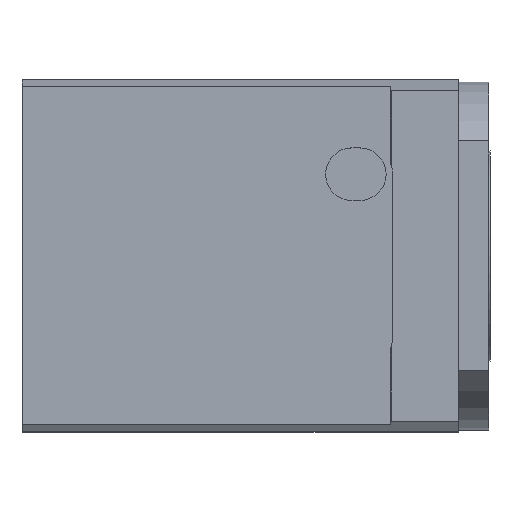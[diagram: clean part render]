
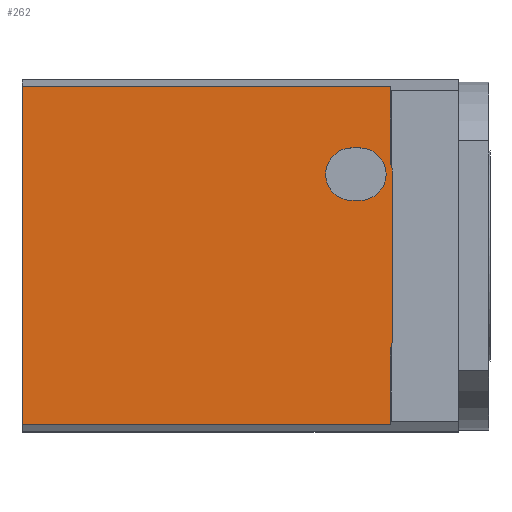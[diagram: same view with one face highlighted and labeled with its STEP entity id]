
A CAD part, top view. The second image highlights one B-rep face of the part: STEP entity #262.
In plain terms, the highlighted planar face has unit normal (0, 0, 1).
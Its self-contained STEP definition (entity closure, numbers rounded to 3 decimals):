
#43=PLANE('',#835);
#112=LINE('',#1211,#182);
#115=LINE('',#1219,#185);
#117=LINE('',#1224,#187);
#125=LINE('',#1246,#195);
#129=LINE('',#1260,#199);
#130=LINE('',#1262,#200);
#131=LINE('',#1265,#201);
#132=LINE('',#1266,#202);
#182=VECTOR('',#938,1.);
#185=VECTOR('',#947,1.);
#187=VECTOR('',#951,1.);
#195=VECTOR('',#971,1.);
#199=VECTOR('',#985,1.);
#200=VECTOR('',#988,1.);
#201=VECTOR('',#989,1.);
#202=VECTOR('',#990,1.);
#262=ADVANCED_FACE('',(#327,#328),#43,.F.);
#309=CIRCLE('',#817,10.);
#310=CIRCLE('',#820,10.);
#312=CIRCLE('',#827,10.5);
#314=CIRCLE('',#832,10.5);
#327=FACE_BOUND('',#363,.T.);
#328=FACE_BOUND('',#364,.T.);
#363=EDGE_LOOP('',(#473,#474,#475,#476));
#364=EDGE_LOOP('',(#477,#478,#479,#480,#481,#482,#483,#484));
#473=ORIENTED_EDGE('',*,*,#698,.F.);
#474=ORIENTED_EDGE('',*,*,#696,.F.);
#475=ORIENTED_EDGE('',*,*,#694,.F.);
#476=ORIENTED_EDGE('',*,*,#691,.F.);
#477=ORIENTED_EDGE('',*,*,#719,.F.);
#478=ORIENTED_EDGE('',*,*,#720,.T.);
#479=ORIENTED_EDGE('',*,*,#700,.T.);
#480=ORIENTED_EDGE('',*,*,#708,.T.);
#481=ORIENTED_EDGE('',*,*,#711,.T.);
#482=ORIENTED_EDGE('',*,*,#715,.T.);
#483=ORIENTED_EDGE('',*,*,#718,.T.);
#484=ORIENTED_EDGE('',*,*,#721,.F.);
#615=VERTEX_POINT('',#1206);
#616=VERTEX_POINT('',#1207);
#617=VERTEX_POINT('',#1212);
#618=VERTEX_POINT('',#1216);
#620=VERTEX_POINT('',#1223);
#621=VERTEX_POINT('',#1225);
#626=VERTEX_POINT('',#1239);
#628=VERTEX_POINT('',#1245);
#631=VERTEX_POINT('',#1253);
#633=VERTEX_POINT('',#1259);
#634=VERTEX_POINT('',#1263);
#635=VERTEX_POINT('',#1264);
#691=EDGE_CURVE('',#615,#616,#309,.T.);
#694=EDGE_CURVE('',#616,#617,#112,.T.);
#696=EDGE_CURVE('',#617,#618,#310,.T.);
#698=EDGE_CURVE('',#618,#615,#115,.T.);
#700=EDGE_CURVE('',#621,#620,#117,.T.);
#708=EDGE_CURVE('',#620,#626,#312,.T.);
#711=EDGE_CURVE('',#626,#628,#125,.T.);
#715=EDGE_CURVE('',#628,#631,#314,.T.);
#718=EDGE_CURVE('',#631,#633,#129,.T.);
#719=EDGE_CURVE('',#634,#635,#130,.T.);
#720=EDGE_CURVE('',#634,#621,#131,.T.);
#721=EDGE_CURVE('',#635,#633,#132,.T.);
#817=AXIS2_PLACEMENT_3D('',#1205,#932,#933);
#820=AXIS2_PLACEMENT_3D('',#1215,#942,#943);
#827=AXIS2_PLACEMENT_3D('',#1240,#965,#966);
#832=AXIS2_PLACEMENT_3D('',#1254,#979,#980);
#835=AXIS2_PLACEMENT_3D('',#1267,#991,#992);
#932=DIRECTION('',(0.,0.,1.));
#933=DIRECTION('',(1.,0.,0.));
#938=DIRECTION('',(1.,0.,0.));
#942=DIRECTION('',(0.,0.,1.));
#943=DIRECTION('',(-1.,0.,0.));
#947=DIRECTION('',(-1.,0.,0.));
#951=DIRECTION('',(0.,1.,0.));
#965=DIRECTION('',(0.,0.,1.));
#966=DIRECTION('',(-1.,0.,0.));
#971=DIRECTION('',(0.,1.,0.));
#979=DIRECTION('',(0.,0.,1.));
#980=DIRECTION('',(1.,0.,0.));
#985=DIRECTION('',(0.,1.,0.));
#988=DIRECTION('',(0.,1.,0.));
#989=DIRECTION('',(1.,0.,0.));
#990=DIRECTION('',(1.,0.,0.));
#991=DIRECTION('',(0.,0.,-1.));
#992=DIRECTION('',(1.,0.,0.));
#1205=CARTESIAN_POINT('',(-14.5,31.,0.));
#1206=CARTESIAN_POINT('',(-14.5,41.,0.));
#1207=CARTESIAN_POINT('',(-14.5,21.,0.));
#1211=CARTESIAN_POINT('',(-14.5,21.,0.));
#1212=CARTESIAN_POINT('',(-11.5,21.,0.));
#1215=CARTESIAN_POINT('',(-11.5,31.,0.));
#1216=CARTESIAN_POINT('',(-11.5,41.,0.));
#1219=CARTESIAN_POINT('',(-11.5,41.,0.));
#1223=CARTESIAN_POINT('',(0.,-35.472,0.));
#1224=CARTESIAN_POINT('',(0.,-67.,0.));
#1225=CARTESIAN_POINT('',(0.,-64.321,0.));
#1239=CARTESIAN_POINT('',(1.,-31.,0.));
#1240=CARTESIAN_POINT('',(-9.5,-31.,0.));
#1245=CARTESIAN_POINT('',(1.,31.,0.));
#1246=CARTESIAN_POINT('',(1.,-31.,0.));
#1253=CARTESIAN_POINT('',(0.,35.472,0.));
#1254=CARTESIAN_POINT('',(-9.5,31.,0.));
#1259=CARTESIAN_POINT('',(0.,64.321,0.));
#1260=CARTESIAN_POINT('',(0.,-67.,0.));
#1262=CARTESIAN_POINT('',(-140.,-67.,0.));
#1263=CARTESIAN_POINT('',(-140.,-64.321,0.));
#1264=CARTESIAN_POINT('',(-140.,64.321,0.));
#1265=CARTESIAN_POINT('',(0.,-64.321,0.));
#1266=CARTESIAN_POINT('',(0.,64.321,0.));
#1267=CARTESIAN_POINT('',(0.,-67.,0.));
